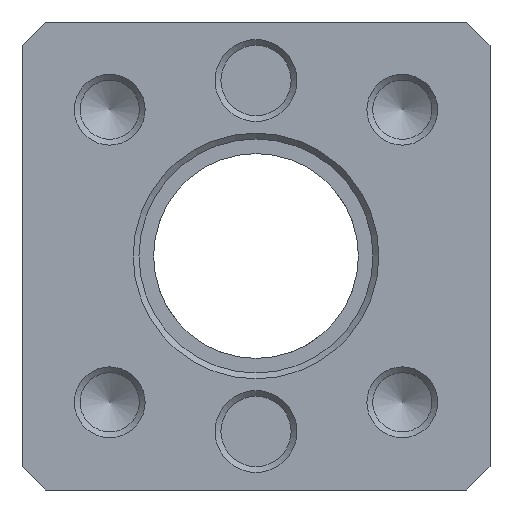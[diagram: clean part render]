
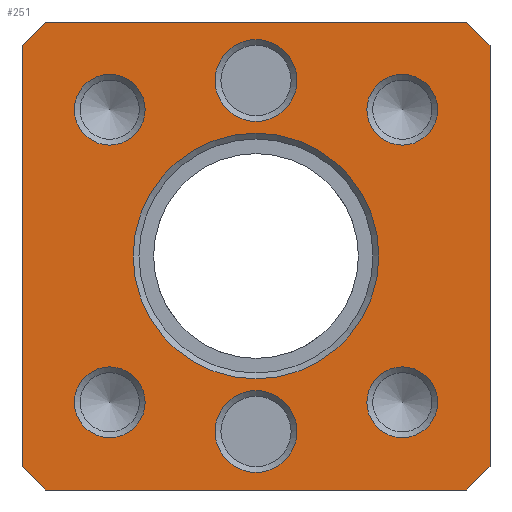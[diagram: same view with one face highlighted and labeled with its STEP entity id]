
A CAD part, front view. The second image highlights one B-rep face of the part: STEP entity #251.
In plain terms, the highlighted planar face has unit normal (0, -1, 0).
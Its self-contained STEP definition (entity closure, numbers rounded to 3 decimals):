
#251 = ADVANCED_FACE( '', ( #689, #690, #691, #692, #693, #694, #695, #696 ), #697, .T. );
#689 = FACE_BOUND( '', #1482, .T. );
#690 = FACE_BOUND( '', #1483, .T. );
#691 = FACE_BOUND( '', #1484, .T. );
#692 = FACE_BOUND( '', #1485, .T. );
#693 = FACE_BOUND( '', #1486, .T. );
#694 = FACE_BOUND( '', #1487, .T. );
#695 = FACE_BOUND( '', #1488, .T. );
#696 = FACE_OUTER_BOUND( '', #1489, .T. );
#697 = PLANE( '', #1490 );
#1482 = EDGE_LOOP( '', ( #3240 ) );
#1483 = EDGE_LOOP( '', ( #3241 ) );
#1484 = EDGE_LOOP( '', ( #3242 ) );
#1485 = EDGE_LOOP( '', ( #3243 ) );
#1486 = EDGE_LOOP( '', ( #3244 ) );
#1487 = EDGE_LOOP( '', ( #3245 ) );
#1488 = EDGE_LOOP( '', ( #3246 ) );
#1489 = EDGE_LOOP( '', ( #3247, #3248, #3249, #3250, #3251, #3252, #3253, #3254 ) );
#1490 = AXIS2_PLACEMENT_3D( '', #3255, #3256, #3257 );
#3240 = ORIENTED_EDGE( '', *, *, #4058, .T. );
#3241 = ORIENTED_EDGE( '', *, *, #4059, .T. );
#3242 = ORIENTED_EDGE( '', *, *, #4060, .T. );
#3243 = ORIENTED_EDGE( '', *, *, #4061, .T. );
#3244 = ORIENTED_EDGE( '', *, *, #3990, .T. );
#3245 = ORIENTED_EDGE( '', *, *, #4062, .T. );
#3246 = ORIENTED_EDGE( '', *, *, #3934, .T. );
#3247 = ORIENTED_EDGE( '', *, *, #4021, .T. );
#3248 = ORIENTED_EDGE( '', *, *, #4063, .T. );
#3249 = ORIENTED_EDGE( '', *, *, #4064, .T. );
#3250 = ORIENTED_EDGE( '', *, *, #4036, .T. );
#3251 = ORIENTED_EDGE( '', *, *, #3966, .T. );
#3252 = ORIENTED_EDGE( '', *, *, #4065, .T. );
#3253 = ORIENTED_EDGE( '', *, *, #4066, .T. );
#3254 = ORIENTED_EDGE( '', *, *, #3983, .T. );
#3255 = CARTESIAN_POINT( '', ( -40., -375.5, -40. ) );
#3256 = DIRECTION( '', ( 0., -1., 0. ) );
#3257 = DIRECTION( '', ( 0., 0., -1. ) );
#3934 = EDGE_CURVE( '', #4318, #4318, #4319, .F. );
#3966 = EDGE_CURVE( '', #4367, #4368, #4369, .T. );
#3983 = EDGE_CURVE( '', #4395, #4396, #4397, .F. );
#3990 = EDGE_CURVE( '', #4407, #4407, #4408, .F. );
#4021 = EDGE_CURVE( '', #4396, #4458, #4460, .T. );
#4036 = EDGE_CURVE( '', #4483, #4367, #4484, .F. );
#4058 = EDGE_CURVE( '', #4519, #4519, #4520, .F. );
#4059 = EDGE_CURVE( '', #4521, #4521, #4522, .F. );
#4060 = EDGE_CURVE( '', #4523, #4523, #4524, .F. );
#4061 = EDGE_CURVE( '', #4525, #4525, #4526, .F. );
#4062 = EDGE_CURVE( '', #4527, #4527, #4528, .F. );
#4063 = EDGE_CURVE( '', #4458, #4529, #4530, .F. );
#4064 = EDGE_CURVE( '', #4529, #4483, #4531, .T. );
#4065 = EDGE_CURVE( '', #4368, #4532, #4533, .F. );
#4066 = EDGE_CURVE( '', #4532, #4395, #4534, .T. );
#4318 = VERTEX_POINT( '', #6381 );
#4319 = CIRCLE( '', #6382, 6.053 );
#4367 = VERTEX_POINT( '', #6478 );
#4368 = VERTEX_POINT( '', #6479 );
#4369 = LINE( '', #6480, #6481 );
#4395 = VERTEX_POINT( '', #6558 );
#4396 = VERTEX_POINT( '', #6559 );
#4397 = LINE( '', #6560, #6561 );
#4407 = VERTEX_POINT( '', #6574 );
#4408 = CIRCLE( '', #6575, 6.053 );
#4458 = VERTEX_POINT( '', #6722 );
#4460 = LINE( '', #6725, #6726 );
#4483 = VERTEX_POINT( '', #6797 );
#4484 = LINE( '', #6798, #6799 );
#4519 = VERTEX_POINT( '', #6840 );
#4520 = CIRCLE( '', #6841, 21. );
#4521 = VERTEX_POINT( '', #6842 );
#4522 = CIRCLE( '', #6843, 6.053 );
#4523 = VERTEX_POINT( '', #6844 );
#4524 = CIRCLE( '', #6845, 7. );
#4525 = VERTEX_POINT( '', #6846 );
#4526 = CIRCLE( '', #6847, 6.053 );
#4527 = VERTEX_POINT( '', #6848 );
#4528 = CIRCLE( '', #6849, 7. );
#4529 = VERTEX_POINT( '', #6850 );
#4530 = LINE( '', #6851, #6852 );
#4531 = LINE( '', #6853, #6854 );
#4532 = VERTEX_POINT( '', #6855 );
#4533 = LINE( '', #6856, #6857 );
#4534 = LINE( '', #6858, #6859 );
#6381 = CARTESIAN_POINT( '', ( -25., -375.5, 18.947 ) );
#6382 = AXIS2_PLACEMENT_3D( '', #7745, #7746, #7747 );
#6478 = CARTESIAN_POINT( '', ( 40., -375.5, -36. ) );
#6479 = CARTESIAN_POINT( '', ( 40., -375.5, 36. ) );
#6480 = CARTESIAN_POINT( '', ( 40., -375.5, -40. ) );
#6481 = VECTOR( '', #7802, 1000. );
#6558 = CARTESIAN_POINT( '', ( -36., -375.5, 40. ) );
#6559 = CARTESIAN_POINT( '', ( -40., -375.5, 36. ) );
#6560 = CARTESIAN_POINT( '', ( -78., -375.5, -2. ) );
#6561 = VECTOR( '', #7824, 1000. );
#6574 = CARTESIAN_POINT( '', ( 25., -375.5, 18.947 ) );
#6575 = AXIS2_PLACEMENT_3D( '', #7831, #7832, #7833 );
#6722 = CARTESIAN_POINT( '', ( -40., -375.5, -36. ) );
#6725 = CARTESIAN_POINT( '', ( -40., -375.5, 40. ) );
#6726 = VECTOR( '', #7887, 1000. );
#6797 = CARTESIAN_POINT( '', ( 36., -375.5, -40. ) );
#6798 = CARTESIAN_POINT( '', ( -2., -375.5, -78. ) );
#6799 = VECTOR( '', #7909, 1000. );
#6840 = CARTESIAN_POINT( '', ( 0., -375.5, -21. ) );
#6841 = AXIS2_PLACEMENT_3D( '', #7946, #7947, #7948 );
#6842 = CARTESIAN_POINT( '', ( -25., -375.5, -31.053 ) );
#6843 = AXIS2_PLACEMENT_3D( '', #7949, #7950, #7951 );
#6844 = CARTESIAN_POINT( '', ( 0., -375.5, -37. ) );
#6845 = AXIS2_PLACEMENT_3D( '', #7952, #7953, #7954 );
#6846 = CARTESIAN_POINT( '', ( 25., -375.5, -31.053 ) );
#6847 = AXIS2_PLACEMENT_3D( '', #7955, #7956, #7957 );
#6848 = CARTESIAN_POINT( '', ( 0., -375.5, 23. ) );
#6849 = AXIS2_PLACEMENT_3D( '', #7958, #7959, #7960 );
#6850 = CARTESIAN_POINT( '', ( -36., -375.5, -40. ) );
#6851 = CARTESIAN_POINT( '', ( -38., -375.5, -38. ) );
#6852 = VECTOR( '', #7961, 1000. );
#6853 = CARTESIAN_POINT( '', ( -40., -375.5, -40. ) );
#6854 = VECTOR( '', #7962, 1000. );
#6855 = CARTESIAN_POINT( '', ( 36., -375.5, 40. ) );
#6856 = CARTESIAN_POINT( '', ( 38., -375.5, 38. ) );
#6857 = VECTOR( '', #7963, 1000. );
#6858 = CARTESIAN_POINT( '', ( 40., -375.5, 40. ) );
#6859 = VECTOR( '', #7964, 1000. );
#7745 = CARTESIAN_POINT( '', ( -25., -375.5, 25. ) );
#7746 = DIRECTION( '', ( 0., -1., 0. ) );
#7747 = DIRECTION( '', ( 0., 0., -1. ) );
#7802 = DIRECTION( '', ( 0., 0., 1. ) );
#7824 = DIRECTION( '', ( 0.707, 0., 0.707 ) );
#7831 = CARTESIAN_POINT( '', ( 25., -375.5, 25. ) );
#7832 = DIRECTION( '', ( 0., -1., 0. ) );
#7833 = DIRECTION( '', ( 0., 0., -1. ) );
#7887 = DIRECTION( '', ( 0., 0., -1. ) );
#7909 = DIRECTION( '', ( -0.707, 0., -0.707 ) );
#7946 = CARTESIAN_POINT( '', ( 0., -375.5, 0. ) );
#7947 = DIRECTION( '', ( 0., -1., 0. ) );
#7948 = DIRECTION( '', ( 0., 0., -1. ) );
#7949 = CARTESIAN_POINT( '', ( -25., -375.5, -25. ) );
#7950 = DIRECTION( '', ( 0., -1., 0. ) );
#7951 = DIRECTION( '', ( 0., 0., -1. ) );
#7952 = CARTESIAN_POINT( '', ( 0., -375.5, -30. ) );
#7953 = DIRECTION( '', ( 0., -1., 0. ) );
#7954 = DIRECTION( '', ( 0., 0., -1. ) );
#7955 = CARTESIAN_POINT( '', ( 25., -375.5, -25. ) );
#7956 = DIRECTION( '', ( 0., -1., 0. ) );
#7957 = DIRECTION( '', ( 0., 0., -1. ) );
#7958 = CARTESIAN_POINT( '', ( 0., -375.5, 30. ) );
#7959 = DIRECTION( '', ( 0., -1., 0. ) );
#7960 = DIRECTION( '', ( 0., 0., -1. ) );
#7961 = DIRECTION( '', ( -0.707, 0., 0.707 ) );
#7962 = DIRECTION( '', ( 1., 0., 0. ) );
#7963 = DIRECTION( '', ( 0.707, 0., -0.707 ) );
#7964 = DIRECTION( '', ( -1., 0., 0. ) );
